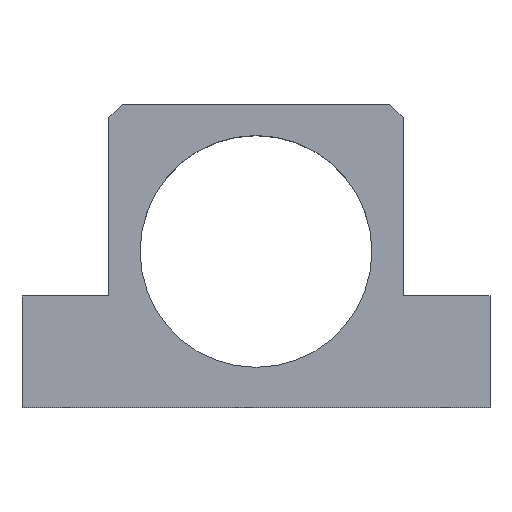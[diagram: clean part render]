
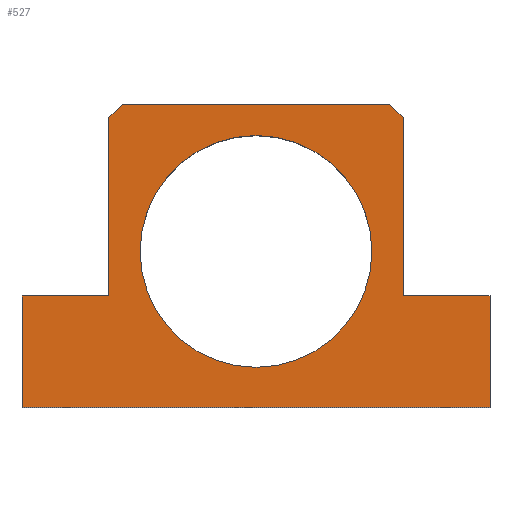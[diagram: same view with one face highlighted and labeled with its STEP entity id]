
A CAD part, top view. The second image highlights one B-rep face of the part: STEP entity #527.
In plain terms, the highlighted planar face has unit normal (0, 0, 1).
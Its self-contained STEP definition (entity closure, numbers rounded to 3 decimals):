
#3 = DIRECTION ( 'NONE',  ( 0., 0., 1. ) ) ;
#4 = CARTESIAN_POINT ( 'NONE',  ( 26., 0., 0. ) ) ;
#5 = ORIENTED_EDGE ( 'NONE', *, *, #149, .T. ) ;
#7 = EDGE_CURVE ( 'NONE', #455, #640, #503, .T. ) ;
#14 = VERTEX_POINT ( 'NONE', #610 ) ;
#17 = ORIENTED_EDGE ( 'NONE', *, *, #188, .T. ) ;
#23 = DIRECTION ( 'NONE',  ( -0.707, 0.707, 0. ) ) ;
#28 = CARTESIAN_POINT ( 'NONE',  ( 0., 0., 0. ) ) ;
#33 = ORIENTED_EDGE ( 'NONE', *, *, #125, .T. ) ;
#41 = VECTOR ( 'NONE', #83, 1000. ) ;
#49 = VERTEX_POINT ( 'NONE', #534 ) ;
#59 = ORIENTED_EDGE ( 'NONE', *, *, #121, .F. ) ;
#75 = CARTESIAN_POINT ( 'NONE',  ( 0., 0., 0. ) ) ;
#79 = CARTESIAN_POINT ( 'NONE',  ( 33., -10., 0. ) ) ;
#83 = DIRECTION ( 'NONE',  ( 0., -1., 0. ) ) ;
#88 = DIRECTION ( 'NONE',  ( -1., 0., 0. ) ) ;
#89 = CARTESIAN_POINT ( 'NONE',  ( 33., 30., 0. ) ) ;
#91 = EDGE_LOOP ( 'NONE', ( #5, #213, #275, #144, #17, #100, #384, #152, #33, #421 ) ) ;
#96 = VECTOR ( 'NONE', #420, 1000. ) ;
#100 = ORIENTED_EDGE ( 'NONE', *, *, #588, .T. ) ;
#108 = VERTEX_POINT ( 'NONE', #459 ) ;
#109 = DIRECTION ( 'NONE',  ( 0., 1., 0. ) ) ;
#111 = VERTEX_POINT ( 'NONE', #387 ) ;
#119 = CARTESIAN_POINT ( 'NONE',  ( 52.5, -10., 0. ) ) ;
#121 = EDGE_CURVE ( 'NONE', #49, #156, #651, .T. ) ;
#125 = EDGE_CURVE ( 'NONE', #622, #14, #165, .T. ) ;
#126 = FACE_BOUND ( 'NONE', #578, .T. ) ;
#127 = CIRCLE ( 'NONE', #530, 26. ) ;
#136 = EDGE_CURVE ( 'NONE', #517, #501, #312, .T. ) ;
#138 = VERTEX_POINT ( 'NONE', #295 ) ;
#143 = VECTOR ( 'NONE', #427, 1000. ) ;
#144 = ORIENTED_EDGE ( 'NONE', *, *, #553, .T. ) ;
#146 = PLANE ( 'NONE',  #223 ) ;
#147 = DIRECTION ( 'NONE',  ( -0.707, -0.707, 0. ) ) ;
#149 = EDGE_CURVE ( 'NONE', #138, #252, #357, .T. ) ;
#152 = ORIENTED_EDGE ( 'NONE', *, *, #385, .T. ) ;
#154 = CARTESIAN_POINT ( 'NONE',  ( -33., 30., 0. ) ) ;
#156 = VERTEX_POINT ( 'NONE', #4 ) ;
#164 = CARTESIAN_POINT ( 'NONE',  ( -30., 33., 0. ) ) ;
#165 = LINE ( 'NONE', #89, #615 ) ;
#176 = AXIS2_PLACEMENT_3D ( 'NONE', #506, #444, #371 ) ;
#186 = VECTOR ( 'NONE', #109, 1000. ) ;
#187 = CARTESIAN_POINT ( 'NONE',  ( 52.5, -10., 0. ) ) ;
#188 = EDGE_CURVE ( 'NONE', #108, #111, #475, .T. ) ;
#213 = ORIENTED_EDGE ( 'NONE', *, *, #373, .T. ) ;
#222 = CARTESIAN_POINT ( 'NONE',  ( -33., 30., 0. ) ) ;
#223 = AXIS2_PLACEMENT_3D ( 'NONE', #75, #3, #594 ) ;
#232 = LINE ( 'NONE', #154, #41 ) ;
#241 = CARTESIAN_POINT ( 'NONE',  ( -52.5, -10., 0. ) ) ;
#252 = VERTEX_POINT ( 'NONE', #449 ) ;
#256 = LINE ( 'NONE', #187, #186 ) ;
#275 = ORIENTED_EDGE ( 'NONE', *, *, #136, .T. ) ;
#277 = DIRECTION ( 'NONE',  ( 1., 0., 0. ) ) ;
#279 = VECTOR ( 'NONE', #368, 1000. ) ;
#295 = CARTESIAN_POINT ( 'NONE',  ( -30., 33., 0. ) ) ;
#309 = LINE ( 'NONE', #164, #429 ) ;
#312 = LINE ( 'NONE', #490, #143 ) ;
#349 = CARTESIAN_POINT ( 'NONE',  ( 52.5, -35., 0. ) ) ;
#357 = LINE ( 'NONE', #222, #418 ) ;
#359 = VECTOR ( 'NONE', #523, 1000. ) ;
#363 = EDGE_CURVE ( 'NONE', #156, #49, #127, .T. ) ;
#368 = DIRECTION ( 'NONE',  ( -1., 0., 0. ) ) ;
#371 = DIRECTION ( 'NONE',  ( 1., 0., 0. ) ) ;
#373 = EDGE_CURVE ( 'NONE', #252, #517, #232, .T. ) ;
#379 = FACE_OUTER_BOUND ( 'NONE', #91, .T. ) ;
#384 = ORIENTED_EDGE ( 'NONE', *, *, #7, .T. ) ;
#385 = EDGE_CURVE ( 'NONE', #640, #622, #546, .T. ) ;
#387 = CARTESIAN_POINT ( 'NONE',  ( 52.5, -35., 0. ) ) ;
#418 = VECTOR ( 'NONE', #147, 1000. ) ;
#420 = DIRECTION ( 'NONE',  ( 0., 1., 0. ) ) ;
#421 = ORIENTED_EDGE ( 'NONE', *, *, #510, .T. ) ;
#424 = CARTESIAN_POINT ( 'NONE',  ( -33., -10., 0. ) ) ;
#426 = VECTOR ( 'NONE', #277, 1000. ) ;
#427 = DIRECTION ( 'NONE',  ( -1., 0., 0. ) ) ;
#429 = VECTOR ( 'NONE', #88, 1000. ) ;
#430 = CARTESIAN_POINT ( 'NONE',  ( 33., 30., 0. ) ) ;
#439 = ORIENTED_EDGE ( 'NONE', *, *, #363, .F. ) ;
#440 = CARTESIAN_POINT ( 'NONE',  ( 52.5, -10., 0. ) ) ;
#444 = DIRECTION ( 'NONE',  ( 0., 0., 1. ) ) ;
#449 = CARTESIAN_POINT ( 'NONE',  ( -33., 30., 0. ) ) ;
#455 = VERTEX_POINT ( 'NONE', #119 ) ;
#459 = CARTESIAN_POINT ( 'NONE',  ( -52.5, -35., 0. ) ) ;
#475 = LINE ( 'NONE', #349, #426 ) ;
#484 = CARTESIAN_POINT ( 'NONE',  ( 33., 30., 0. ) ) ;
#490 = CARTESIAN_POINT ( 'NONE',  ( -33., -10., 0. ) ) ;
#501 = VERTEX_POINT ( 'NONE', #241 ) ;
#503 = LINE ( 'NONE', #440, #279 ) ;
#506 = CARTESIAN_POINT ( 'NONE',  ( 0., 0., 0. ) ) ;
#510 = EDGE_CURVE ( 'NONE', #14, #138, #309, .T. ) ;
#517 = VERTEX_POINT ( 'NONE', #424 ) ;
#523 = DIRECTION ( 'NONE',  ( 0., -1., 0. ) ) ;
#527 = ADVANCED_FACE ( 'NONE', ( #126, #379 ), #146, .T. ) ;
#530 = AXIS2_PLACEMENT_3D ( 'NONE', #28, #621, #560 ) ;
#534 = CARTESIAN_POINT ( 'NONE',  ( -26., 0., 0. ) ) ;
#546 = LINE ( 'NONE', #484, #96 ) ;
#553 = EDGE_CURVE ( 'NONE', #501, #108, #645, .T. ) ;
#560 = DIRECTION ( 'NONE',  ( 1., 0., 0. ) ) ;
#578 = EDGE_LOOP ( 'NONE', ( #439, #59 ) ) ;
#581 = CARTESIAN_POINT ( 'NONE',  ( -52.5, -10., 0. ) ) ;
#588 = EDGE_CURVE ( 'NONE', #111, #455, #256, .T. ) ;
#594 = DIRECTION ( 'NONE',  ( 1., 0., 0. ) ) ;
#610 = CARTESIAN_POINT ( 'NONE',  ( 30., 33., 0. ) ) ;
#615 = VECTOR ( 'NONE', #23, 1000. ) ;
#621 = DIRECTION ( 'NONE',  ( 0., 0., 1. ) ) ;
#622 = VERTEX_POINT ( 'NONE', #430 ) ;
#640 = VERTEX_POINT ( 'NONE', #79 ) ;
#645 = LINE ( 'NONE', #581, #359 ) ;
#651 = CIRCLE ( 'NONE', #176, 26. ) ;
